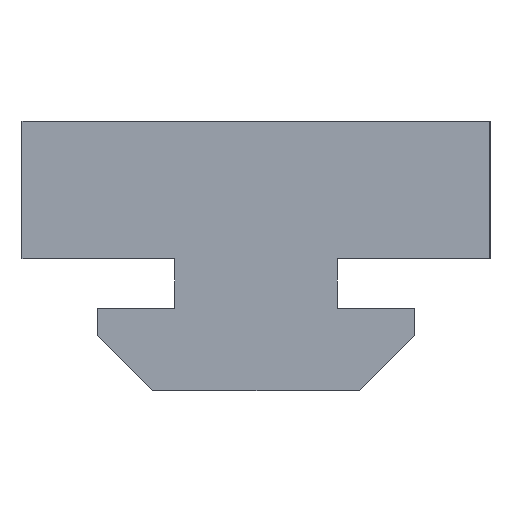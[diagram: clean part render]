
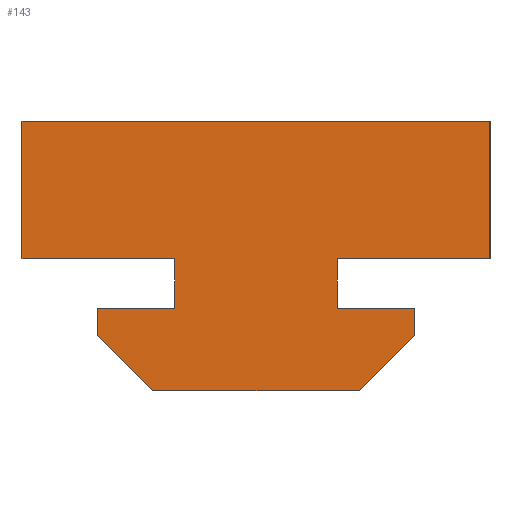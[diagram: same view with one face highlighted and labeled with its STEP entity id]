
A CAD part, left-side view. The second image highlights one B-rep face of the part: STEP entity #143.
In plain terms, the highlighted planar face has unit normal (-1, 0, 0).
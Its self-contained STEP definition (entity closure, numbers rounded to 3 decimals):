
#143=ADVANCED_FACE('',(#292),#293,.F.);
#292=FACE_OUTER_BOUND('',#432,.T.);
#293=PLANE('',#433);
#432=EDGE_LOOP('',(#771,#772,#773,#774,#775,#776,#777,#778,#779,#780,#781,#782,#783,#784));
#433=AXIS2_PLACEMENT_3D('',#785,#786,#787);
#771=ORIENTED_EDGE('',*,*,#922,.F.);
#772=ORIENTED_EDGE('',*,*,#870,.F.);
#773=ORIENTED_EDGE('',*,*,#875,.F.);
#774=ORIENTED_EDGE('',*,*,#879,.F.);
#775=ORIENTED_EDGE('',*,*,#883,.F.);
#776=ORIENTED_EDGE('',*,*,#887,.F.);
#777=ORIENTED_EDGE('',*,*,#891,.F.);
#778=ORIENTED_EDGE('',*,*,#895,.F.);
#779=ORIENTED_EDGE('',*,*,#899,.F.);
#780=ORIENTED_EDGE('',*,*,#903,.F.);
#781=ORIENTED_EDGE('',*,*,#907,.F.);
#782=ORIENTED_EDGE('',*,*,#911,.F.);
#783=ORIENTED_EDGE('',*,*,#915,.F.);
#784=ORIENTED_EDGE('',*,*,#919,.F.);
#785=CARTESIAN_POINT('',(0.0,0.0,0.0));
#786=DIRECTION('',(1.0,0.,0.));
#787=DIRECTION('',(0.,1.0,0.));
#870=EDGE_CURVE('',#1044,#1046,#1047,.T.);
#875=EDGE_CURVE('',#1052,#1044,#1054,.T.);
#879=EDGE_CURVE('',#1058,#1052,#1060,.T.);
#883=EDGE_CURVE('',#1064,#1058,#1066,.T.);
#887=EDGE_CURVE('',#1070,#1064,#1072,.T.);
#891=EDGE_CURVE('',#1076,#1070,#1078,.T.);
#895=EDGE_CURVE('',#1082,#1076,#1084,.T.);
#899=EDGE_CURVE('',#1088,#1082,#1090,.T.);
#903=EDGE_CURVE('',#1094,#1088,#1096,.T.);
#907=EDGE_CURVE('',#1100,#1094,#1102,.T.);
#911=EDGE_CURVE('',#1106,#1100,#1108,.T.);
#915=EDGE_CURVE('',#1112,#1106,#1114,.T.);
#919=EDGE_CURVE('',#1118,#1112,#1120,.T.);
#922=EDGE_CURVE('',#1046,#1118,#1123,.T.);
#1044=VERTEX_POINT('',#1264);
#1046=VERTEX_POINT('',#1267);
#1047=LINE('',#1268,#1269);
#1052=VERTEX_POINT('',#1276);
#1054=LINE('',#1279,#1280);
#1058=VERTEX_POINT('',#1285);
#1060=LINE('',#1288,#1289);
#1064=VERTEX_POINT('',#1294);
#1066=LINE('',#1297,#1298);
#1070=VERTEX_POINT('',#1303);
#1072=LINE('',#1306,#1307);
#1076=VERTEX_POINT('',#1312);
#1078=LINE('',#1315,#1316);
#1082=VERTEX_POINT('',#1321);
#1084=LINE('',#1324,#1325);
#1088=VERTEX_POINT('',#1330);
#1090=LINE('',#1333,#1334);
#1094=VERTEX_POINT('',#1339);
#1096=LINE('',#1342,#1343);
#1100=VERTEX_POINT('',#1348);
#1102=LINE('',#1351,#1352);
#1106=VERTEX_POINT('',#1357);
#1108=LINE('',#1360,#1361);
#1112=VERTEX_POINT('',#1366);
#1114=LINE('',#1369,#1370);
#1118=VERTEX_POINT('',#1375);
#1120=LINE('',#1378,#1379);
#1123=LINE('',#1383,#1384);
#1264=CARTESIAN_POINT('',(0.0,-8.5,5.0));
#1267=CARTESIAN_POINT('',(0.0,-8.5,0.0));
#1268=CARTESIAN_POINT('',(0.0,-8.5,5.0));
#1269=VECTOR('',#1516,5.0);
#1276=CARTESIAN_POINT('',(0.0,8.5,5.0));
#1279=CARTESIAN_POINT('',(0.0,8.5,5.0));
#1280=VECTOR('',#1520,17.0);
#1285=CARTESIAN_POINT('',(0.0,8.5,0.0));
#1288=CARTESIAN_POINT('',(0.0,8.5,0.0));
#1289=VECTOR('',#1523,5.0);
#1294=CARTESIAN_POINT('',(0.0,2.95,0.0));
#1297=CARTESIAN_POINT('',(0.0,2.95,0.0));
#1298=VECTOR('',#1526,5.55);
#1303=CARTESIAN_POINT('',(0.0,2.95,-1.8));
#1306=CARTESIAN_POINT('',(0.0,2.95,-1.8));
#1307=VECTOR('',#1529,1.8);
#1312=CARTESIAN_POINT('',(0.0,5.75,-1.8));
#1315=CARTESIAN_POINT('',(0.0,5.75,-1.8));
#1316=VECTOR('',#1532,2.8);
#1321=CARTESIAN_POINT('',(0.0,5.75,-2.8));
#1324=CARTESIAN_POINT('',(0.0,5.75,-2.8));
#1325=VECTOR('',#1535,1.0);
#1330=CARTESIAN_POINT('',(0.0,3.75,-4.8));
#1333=CARTESIAN_POINT('',(0.0,3.75,-4.8));
#1334=VECTOR('',#1538,2.828);
#1339=CARTESIAN_POINT('',(0.0,-3.75,-4.8));
#1342=CARTESIAN_POINT('',(0.0,-3.75,-4.8));
#1343=VECTOR('',#1541,7.5);
#1348=CARTESIAN_POINT('',(0.0,-5.75,-2.8));
#1351=CARTESIAN_POINT('',(0.0,-5.75,-2.8));
#1352=VECTOR('',#1544,2.828);
#1357=CARTESIAN_POINT('',(0.0,-5.75,-1.8));
#1360=CARTESIAN_POINT('',(0.0,-5.75,-1.8));
#1361=VECTOR('',#1547,1.0);
#1366=CARTESIAN_POINT('',(0.0,-2.95,-1.8));
#1369=CARTESIAN_POINT('',(0.0,-2.95,-1.8));
#1370=VECTOR('',#1550,2.8);
#1375=CARTESIAN_POINT('',(0.0,-2.95,0.0));
#1378=CARTESIAN_POINT('',(0.0,-2.95,0.0));
#1379=VECTOR('',#1553,1.8);
#1383=CARTESIAN_POINT('',(0.0,-8.5,0.0));
#1384=VECTOR('',#1555,5.55);
#1516=DIRECTION('',(0.,0.0,-1.0));
#1520=DIRECTION('',(0.,-1.0,0.));
#1523=DIRECTION('',(0.,0.0,1.0));
#1526=DIRECTION('',(0.,1.0,0.));
#1529=DIRECTION('',(0.,0.0,1.0));
#1532=DIRECTION('',(0.,-1.0,0.));
#1535=DIRECTION('',(0.,0.0,1.0));
#1538=DIRECTION('',(0.,0.707,0.707));
#1541=DIRECTION('',(0.,1.0,0.));
#1544=DIRECTION('',(0.,0.707,-0.707));
#1547=DIRECTION('',(0.,0.0,-1.0));
#1550=DIRECTION('',(0.,-1.0,0.));
#1553=DIRECTION('',(0.,0.0,-1.0));
#1555=DIRECTION('',(0.,1.0,0.));
